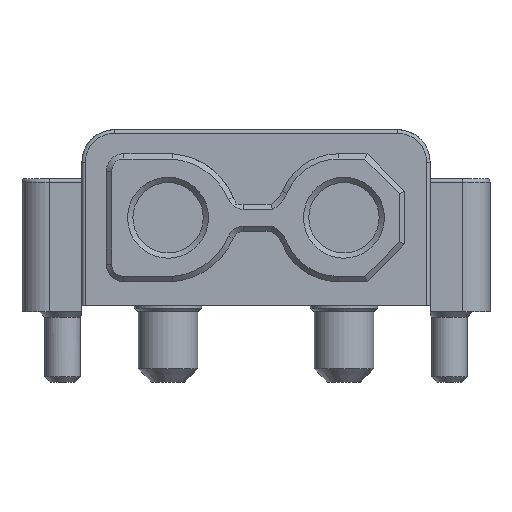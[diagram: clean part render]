
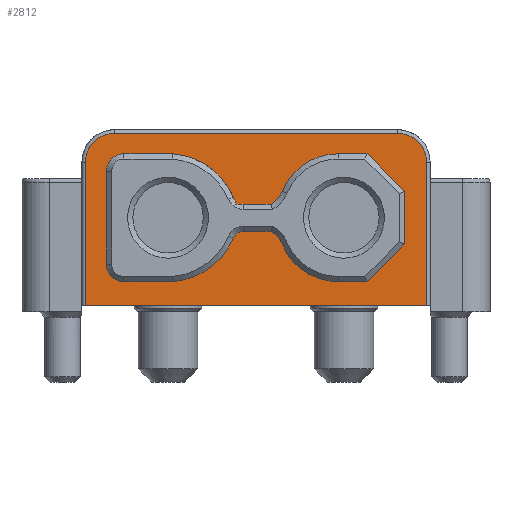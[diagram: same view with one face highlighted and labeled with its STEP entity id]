
A CAD part, front view. The second image highlights one B-rep face of the part: STEP entity #2812.
In plain terms, the highlighted planar face has unit normal (0, -1, 0).
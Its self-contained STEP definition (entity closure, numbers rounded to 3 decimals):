
#51=LINE('',#3942,#188);
#71=LINE('',#3992,#208);
#72=LINE('',#3998,#209);
#73=LINE('',#4002,#210);
#74=LINE('',#4006,#211);
#75=LINE('',#4010,#212);
#76=LINE('',#4016,#213);
#77=LINE('',#4018,#214);
#78=LINE('',#4020,#215);
#79=LINE('',#4022,#216);
#80=LINE('',#4024,#217);
#81=LINE('',#4027,#218);
#82=LINE('',#4031,#219);
#83=LINE('',#4035,#220);
#188=VECTOR('',#3302,1000.);
#208=VECTOR('',#3338,1000.);
#209=VECTOR('',#3343,1000.);
#210=VECTOR('',#3346,1000.);
#211=VECTOR('',#3349,1000.);
#212=VECTOR('',#3352,1000.);
#213=VECTOR('',#3357,1000.);
#214=VECTOR('',#3358,1000.);
#215=VECTOR('',#3359,1000.);
#216=VECTOR('',#3360,1000.);
#217=VECTOR('',#3361,1000.);
#218=VECTOR('',#3364,1000.);
#219=VECTOR('',#3367,1000.);
#220=VECTOR('',#3370,1000.);
#334=PLANE('',#2983);
#522=ORIENTED_EDGE('',*,*,#1029,.T.);
#523=ORIENTED_EDGE('',*,*,#1030,.T.);
#524=ORIENTED_EDGE('',*,*,#1031,.F.);
#525=ORIENTED_EDGE('',*,*,#1032,.T.);
#526=ORIENTED_EDGE('',*,*,#1033,.T.);
#527=ORIENTED_EDGE('',*,*,#1034,.T.);
#528=ORIENTED_EDGE('',*,*,#1035,.T.);
#529=ORIENTED_EDGE('',*,*,#1036,.T.);
#530=ORIENTED_EDGE('',*,*,#1037,.T.);
#531=ORIENTED_EDGE('',*,*,#1038,.T.);
#532=ORIENTED_EDGE('',*,*,#1039,.F.);
#533=ORIENTED_EDGE('',*,*,#1040,.T.);
#534=ORIENTED_EDGE('',*,*,#1041,.T.);
#535=ORIENTED_EDGE('',*,*,#1042,.T.);
#536=ORIENTED_EDGE('',*,*,#1043,.T.);
#537=ORIENTED_EDGE('',*,*,#1044,.T.);
#538=ORIENTED_EDGE('',*,*,#1045,.T.);
#539=ORIENTED_EDGE('',*,*,#1046,.T.);
#540=ORIENTED_EDGE('',*,*,#1047,.T.);
#541=ORIENTED_EDGE('',*,*,#1005,.F.);
#542=ORIENTED_EDGE('',*,*,#1048,.T.);
#543=ORIENTED_EDGE('',*,*,#1049,.T.);
#544=ORIENTED_EDGE('',*,*,#1050,.T.);
#545=ORIENTED_EDGE('',*,*,#1051,.T.);
#546=ORIENTED_EDGE('',*,*,#1052,.T.);
#1005=EDGE_CURVE('',#1266,#1267,#51,.T.);
#1029=EDGE_CURVE('',#1287,#1288,#1433,.T.);
#1030=EDGE_CURVE('',#1288,#1289,#71,.F.);
#1031=EDGE_CURVE('',#1290,#1289,#1434,.T.);
#1032=EDGE_CURVE('',#1290,#1291,#1435,.T.);
#1033=EDGE_CURVE('',#1291,#1292,#72,.T.);
#1034=EDGE_CURVE('',#1292,#1293,#1436,.T.);
#1035=EDGE_CURVE('',#1293,#1294,#73,.T.);
#1036=EDGE_CURVE('',#1294,#1295,#1437,.T.);
#1037=EDGE_CURVE('',#1295,#1296,#74,.T.);
#1038=EDGE_CURVE('',#1296,#1297,#1438,.T.);
#1039=EDGE_CURVE('',#1298,#1297,#75,.F.);
#1040=EDGE_CURVE('',#1298,#1299,#1439,.T.);
#1041=EDGE_CURVE('',#1299,#1300,#1440,.T.);
#1042=EDGE_CURVE('',#1300,#1301,#76,.T.);
#1043=EDGE_CURVE('',#1301,#1302,#77,.T.);
#1044=EDGE_CURVE('',#1302,#1303,#78,.T.);
#1045=EDGE_CURVE('',#1303,#1304,#79,.T.);
#1046=EDGE_CURVE('',#1304,#1305,#80,.T.);
#1047=EDGE_CURVE('',#1305,#1287,#1441,.T.);
#1048=EDGE_CURVE('',#1266,#1306,#81,.F.);
#1049=EDGE_CURVE('',#1306,#1307,#1442,.F.);
#1050=EDGE_CURVE('',#1307,#1308,#82,.F.);
#1051=EDGE_CURVE('',#1308,#1309,#1443,.F.);
#1052=EDGE_CURVE('',#1309,#1267,#83,.F.);
#1266=VERTEX_POINT('',#3941);
#1267=VERTEX_POINT('',#3943);
#1287=VERTEX_POINT('',#3990);
#1288=VERTEX_POINT('',#3991);
#1289=VERTEX_POINT('',#3993);
#1290=VERTEX_POINT('',#3995);
#1291=VERTEX_POINT('',#3997);
#1292=VERTEX_POINT('',#3999);
#1293=VERTEX_POINT('',#4001);
#1294=VERTEX_POINT('',#4003);
#1295=VERTEX_POINT('',#4005);
#1296=VERTEX_POINT('',#4007);
#1297=VERTEX_POINT('',#4009);
#1298=VERTEX_POINT('',#4011);
#1299=VERTEX_POINT('',#4013);
#1300=VERTEX_POINT('',#4015);
#1301=VERTEX_POINT('',#4017);
#1302=VERTEX_POINT('',#4019);
#1303=VERTEX_POINT('',#4021);
#1304=VERTEX_POINT('',#4023);
#1305=VERTEX_POINT('',#4025);
#1306=VERTEX_POINT('',#4028);
#1307=VERTEX_POINT('',#4030);
#1308=VERTEX_POINT('',#4032);
#1309=VERTEX_POINT('',#4034);
#1433=CIRCLE('',#2984,0.734);
#1434=CIRCLE('',#2985,0.31);
#1435=CIRCLE('',#2986,2.042);
#1436=CIRCLE('',#2987,0.499);
#1437=CIRCLE('',#2988,0.499);
#1438=CIRCLE('',#2989,2.042);
#1439=CIRCLE('',#2990,0.734);
#1440=CIRCLE('',#2991,1.725);
#1441=CIRCLE('',#2992,1.725);
#1442=CIRCLE('',#2993,0.82);
#1443=CIRCLE('',#2994,0.82);
#1561=EDGE_LOOP('',(#522,#523,#524,#525,#526,#527,#528,#529,#530,#531,#532,
#533,#534,#535,#536,#537,#538,#539,#540));
#1562=EDGE_LOOP('',(#541,#542,#543,#544,#545,#546));
#1730=FACE_BOUND('',#1561,.T.);
#1731=FACE_BOUND('',#1562,.T.);
#2812=ADVANCED_FACE('',(#1730,#1731),#334,.F.);
#2983=AXIS2_PLACEMENT_3D('',#3988,#3334,#3335);
#2984=AXIS2_PLACEMENT_3D('',#3989,#3336,#3337);
#2985=AXIS2_PLACEMENT_3D('',#3994,#3339,#3340);
#2986=AXIS2_PLACEMENT_3D('',#3996,#3341,#3342);
#2987=AXIS2_PLACEMENT_3D('',#4000,#3344,#3345);
#2988=AXIS2_PLACEMENT_3D('',#4004,#3347,#3348);
#2989=AXIS2_PLACEMENT_3D('',#4008,#3350,#3351);
#2990=AXIS2_PLACEMENT_3D('',#4012,#3353,#3354);
#2991=AXIS2_PLACEMENT_3D('',#4014,#3355,#3356);
#2992=AXIS2_PLACEMENT_3D('',#4026,#3362,#3363);
#2993=AXIS2_PLACEMENT_3D('',#4029,#3365,#3366);
#2994=AXIS2_PLACEMENT_3D('',#4033,#3368,#3369);
#3302=DIRECTION('',(-1.,0.,0.));
#3334=DIRECTION('',(0.,1.,0.));
#3335=DIRECTION('',(0.,0.,1.));
#3336=DIRECTION('',(0.,-1.,0.));
#3337=DIRECTION('',(1.,0.,0.));
#3338=DIRECTION('',(1.,0.,0.));
#3339=DIRECTION('',(0.,1.,0.));
#3340=DIRECTION('',(0.,0.,1.));
#3341=DIRECTION('',(0.,1.,0.));
#3342=DIRECTION('',(1.,0.,0.));
#3343=DIRECTION('',(-1.,0.,0.));
#3344=DIRECTION('',(0.,1.,0.));
#3345=DIRECTION('',(1.,0.,0.));
#3346=DIRECTION('',(0.,0.,1.));
#3347=DIRECTION('',(0.,1.,0.));
#3348=DIRECTION('',(1.,0.,0.));
#3349=DIRECTION('',(1.,0.,0.));
#3350=DIRECTION('',(0.,1.,0.));
#3351=DIRECTION('',(1.,0.,0.));
#3352=DIRECTION('',(1.,0.,0.));
#3353=DIRECTION('',(0.,-1.,0.));
#3354=DIRECTION('',(1.,0.,0.));
#3355=DIRECTION('',(0.,1.,0.));
#3356=DIRECTION('',(1.,0.,0.));
#3357=DIRECTION('',(1.,0.,0.));
#3358=DIRECTION('',(0.707,0.,-0.707));
#3359=DIRECTION('',(0.,0.,-1.));
#3360=DIRECTION('',(-0.707,0.,-0.707));
#3361=DIRECTION('',(-1.,0.,0.));
#3362=DIRECTION('',(0.,1.,0.));
#3363=DIRECTION('',(1.,0.,0.));
#3364=DIRECTION('',(0.,0.,-1.));
#3365=DIRECTION('',(0.,1.,0.));
#3366=DIRECTION('',(0.,0.,1.));
#3367=DIRECTION('',(1.,0.,0.));
#3368=DIRECTION('',(0.,1.,0.));
#3369=DIRECTION('',(0.,0.,1.));
#3370=DIRECTION('',(0.,0.,1.));
#3941=CARTESIAN_POINT('',(4.85,0.,0.));
#3942=CARTESIAN_POINT('',(4.95,0.,0.));
#3943=CARTESIAN_POINT('',(-4.85,0.,0.));
#3988=CARTESIAN_POINT('',(-4.03,0.,4.08));
#3989=CARTESIAN_POINT('',(0.06,0.,1.477));
#3990=CARTESIAN_POINT('',(0.739,0.,1.754));
#3991=CARTESIAN_POINT('',(0.43,0.,2.11));
#3992=CARTESIAN_POINT('',(0.43,0.,2.11));
#3993=CARTESIAN_POINT('',(-0.36,0.,2.11));
#3994=CARTESIAN_POINT('',(-0.36,0.,1.8));
#3995=CARTESIAN_POINT('',(-0.646,0.,1.921));
#3996=CARTESIAN_POINT('',(-2.526,0.,2.718));
#3997=CARTESIAN_POINT('',(-2.366,0.,0.682));
#3998=CARTESIAN_POINT('',(-2.366,0.,0.682));
#3999=CARTESIAN_POINT('',(-3.754,0.,0.682));
#4000=CARTESIAN_POINT('',(-3.754,0.,1.181));
#4001=CARTESIAN_POINT('',(-4.253,0.,1.181));
#4002=CARTESIAN_POINT('',(-4.253,0.,3.819));
#4003=CARTESIAN_POINT('',(-4.253,0.,3.819));
#4004=CARTESIAN_POINT('',(-3.754,0.,3.819));
#4005=CARTESIAN_POINT('',(-3.754,0.,4.318));
#4006=CARTESIAN_POINT('',(-2.366,0.,4.318));
#4007=CARTESIAN_POINT('',(-2.366,0.,4.318));
#4008=CARTESIAN_POINT('',(-2.526,0.,2.282));
#4009=CARTESIAN_POINT('',(-0.576,0.,2.89));
#4010=CARTESIAN_POINT('',(-4.03,0.,2.89));
#4011=CARTESIAN_POINT('',(0.43,0.,2.89));
#4012=CARTESIAN_POINT('',(0.06,0.,3.523));
#4013=CARTESIAN_POINT('',(0.739,0.,3.246));
#4014=CARTESIAN_POINT('',(2.336,0.,2.593));
#4015=CARTESIAN_POINT('',(2.336,0.,4.318));
#4016=CARTESIAN_POINT('',(3.155,0.,4.318));
#4017=CARTESIAN_POINT('',(3.155,0.,4.318));
#4018=CARTESIAN_POINT('',(4.228,0.,3.246));
#4019=CARTESIAN_POINT('',(4.228,0.,3.246));
#4020=CARTESIAN_POINT('',(4.228,0.,2.5));
#4021=CARTESIAN_POINT('',(4.228,0.,1.754));
#4022=CARTESIAN_POINT('',(4.228,0.,1.754));
#4023=CARTESIAN_POINT('',(3.155,0.,0.682));
#4024=CARTESIAN_POINT('',(3.155,0.,0.682));
#4025=CARTESIAN_POINT('',(2.336,0.,0.682));
#4026=CARTESIAN_POINT('',(2.336,0.,2.407));
#4027=CARTESIAN_POINT('',(4.85,0.,4.08));
#4028=CARTESIAN_POINT('',(4.85,0.,4.08));
#4029=CARTESIAN_POINT('',(4.03,0.,4.08));
#4030=CARTESIAN_POINT('',(4.03,0.,4.9));
#4031=CARTESIAN_POINT('',(-4.03,0.,4.9));
#4032=CARTESIAN_POINT('',(-4.03,0.,4.9));
#4033=CARTESIAN_POINT('',(-4.03,0.,4.08));
#4034=CARTESIAN_POINT('',(-4.85,0.,4.08));
#4035=CARTESIAN_POINT('',(-4.85,0.,4.08));
